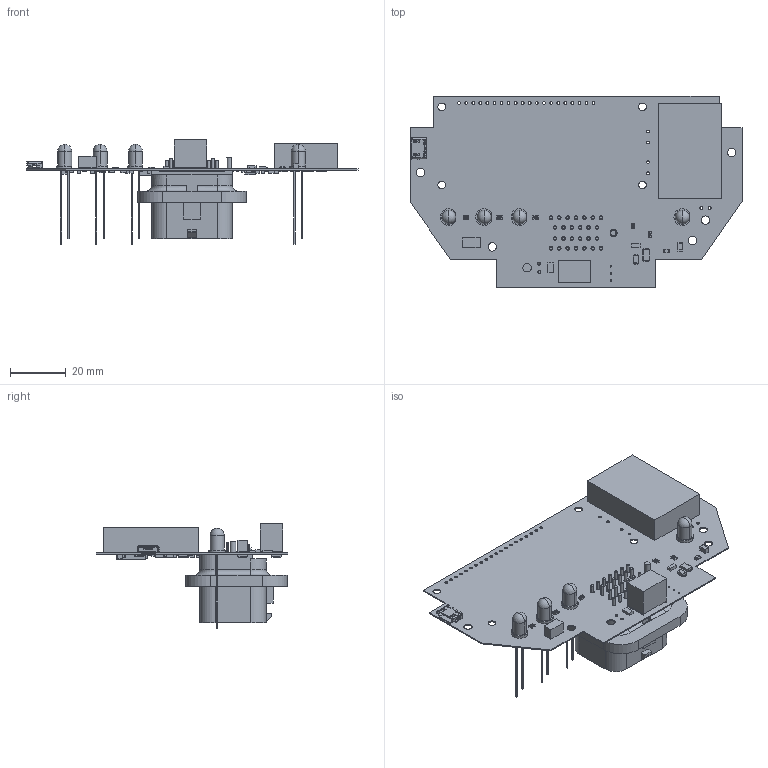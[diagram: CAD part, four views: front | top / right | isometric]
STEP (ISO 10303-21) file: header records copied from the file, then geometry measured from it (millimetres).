
FILE_DESCRIPTION(('Open CASCADE Model'),'2;1');
FILE_NAME('Open CASCADE Shape Model','2018-11-27T21:36:55',('Author'),( 'Open CASCADE'),'Open CASCADE STEP processor 6.8','Open CASCADE 6.8' ,'Unknown');
FILE_SCHEMA(('AUTOMOTIVE_DESIGN { 1 0 10303 214 1 1 1 1 }'));
Length unit declared in the file: millimetre
Products named in the file (135): PCB; Board; X1; c-6437288-6-d-3d; U5; 6024273280; Extruded; U4; 6024273088; U3; 6024273856; 6024273664; U2; 6024272896; U1; 5718830400; Open_CASCADE_STEP_translator_6.8_1.1; Body; Open_CASCADE_STEP_translator_6.8_1.2.1; Leader; T12; 6024272320; T11; 6024273472; T10; T9; T8; T7; T6; T5; T4; T3; T2; T1; R38; 0805_resistor; R37; R36; R35; R34 ...
Assembly tree (209 placements, depth 5):
  PCB
    Board
    X1
      c-6437288-6-d-3d
    U5
      6024273280
        Extruded
    U4
      6024273088
        Extruded
    U3
      6024273856  x2
        Extruded
      6024273664
        Extruded
    U2
      6024272896
        Extruded
    U1
      5718830400
        Open_CASCADE_STEP_translator_6.8_1.1
        Body
          Open_CASCADE_STEP_translator_6.8_1.2.1
        Leader  x8
    T12
      6024272320
        Extruded
    T11
      6024273472
        Extruded
    T10
      6024273472
        Extruded
    T9
      6024273472
        Extruded
    T8
      6024273472
        Extruded
    T7
      6024273472
        Extruded
    T6
      6024273472
        Extruded
    T5
      6024273472
        Extruded
    T4
      6024273472
        Extruded
    T3
      6024273472
        Extruded
    T2
      6024273472
        Extruded
    T1
      6024273472
        Extruded
Bounding box: 119.09 x 68.61 x 37.4 mm (x, y, z)
Volume: 21795.6 mm3; surface area: 29155.9 mm2
Topology: 148 solids, 149 shells, 4166 faces, 12033 edges, 8255 vertices
Faces by surface type: plane 3040, cylinder 820, sphere 274, bspline 16, cone 12, torus 4
Full cylindrical faces by diameter (mm): 0.5 x1, 0.51 x3, 0.9 x14, 0.98 x8, 1 x29, 1.02 x4, 1.3 x26, 2.5 x1, 2.75 x4, 3 x2, 3.048 x4
Entity records: 51082 total; most frequent: CARTESIAN_POINT 9759, DIRECTION 7956, ORIENTED_EDGE 7527, EDGE_CURVE 3764, LINE 2702, VECTOR 2702, AXIS2_PLACEMENT_3D 2627, VERTEX_POINT 2426
